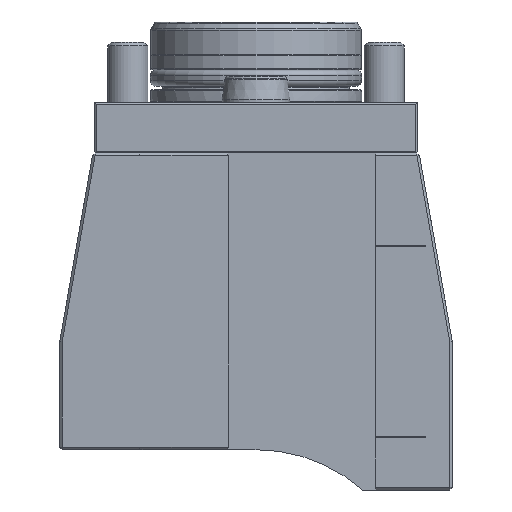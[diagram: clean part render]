
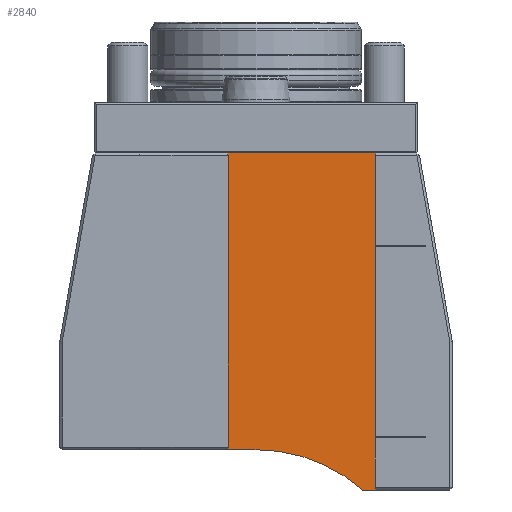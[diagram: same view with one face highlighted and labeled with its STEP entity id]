
A CAD part, left-side view. The second image highlights one B-rep face of the part: STEP entity #2840.
In plain terms, the highlighted planar face has unit normal (-1, 0, 0).
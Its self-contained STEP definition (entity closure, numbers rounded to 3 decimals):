
#88=CIRCLE('',#3070,32.);
#405=ORIENTED_EDGE('',*,*,#1030,.T.);
#406=ORIENTED_EDGE('',*,*,#1078,.F.);
#407=ORIENTED_EDGE('',*,*,#1090,.F.);
#408=ORIENTED_EDGE('',*,*,#1106,.F.);
#409=ORIENTED_EDGE('',*,*,#1107,.F.);
#410=ORIENTED_EDGE('',*,*,#1108,.F.);
#1030=EDGE_CURVE('',#1399,#1398,#1652,.T.);
#1078=EDGE_CURVE('',#1444,#1398,#1696,.T.);
#1090=EDGE_CURVE('',#1453,#1444,#1703,.T.);
#1106=EDGE_CURVE('',#1462,#1453,#88,.F.);
#1107=EDGE_CURVE('',#1463,#1462,#1719,.T.);
#1108=EDGE_CURVE('',#1399,#1463,#1720,.T.);
#1398=VERTEX_POINT('',#4308);
#1399=VERTEX_POINT('',#4310);
#1444=VERTEX_POINT('',#4418);
#1453=VERTEX_POINT('',#4456);
#1462=VERTEX_POINT('',#4487);
#1463=VERTEX_POINT('',#4489);
#1652=LINE('',#4309,#1921);
#1696=LINE('',#4419,#1965);
#1703=LINE('',#4457,#1972);
#1719=LINE('',#4488,#1988);
#1720=LINE('',#4490,#1989);
#1921=VECTOR('',#3453,1000.);
#1965=VECTOR('',#3505,1000.);
#1972=VECTOR('',#3516,1000.);
#1988=VECTOR('',#3544,1000.);
#1989=VECTOR('',#3545,1000.);
#2203=EDGE_LOOP('',(#405,#406,#407,#408,#409,#410));
#2466=FACE_BOUND('',#2203,.T.);
#2701=PLANE('',#3069);
#2840=ADVANCED_FACE('',(#2466),#2701,.T.);
#3069=AXIS2_PLACEMENT_3D('',#4485,#3540,#3541);
#3070=AXIS2_PLACEMENT_3D('',#4486,#3542,#3543);
#3453=DIRECTION('',(0.,1.,0.));
#3505=DIRECTION('',(0.,0.,1.));
#3516=DIRECTION('',(0.,1.,0.));
#3540=DIRECTION('',(-1.,0.,0.));
#3541=DIRECTION('',(0.,-1.,0.));
#3542=DIRECTION('',(1.,0.,0.));
#3543=DIRECTION('',(0.,0.,1.));
#3544=DIRECTION('',(0.,1.,0.));
#3545=DIRECTION('',(0.,0.,-1.));
#4308=CARTESIAN_POINT('',(-65.,6.84,-10.));
#4309=CARTESIAN_POINT('',(-65.,-25.,-10.));
#4310=CARTESIAN_POINT('',(-65.,-23.915,-10.));
#4418=CARTESIAN_POINT('',(-65.,6.84,-69.));
#4419=CARTESIAN_POINT('',(-65.,6.84,-69.));
#4456=CARTESIAN_POINT('',(-65.,0.,-69.));
#4457=CARTESIAN_POINT('',(-65.,39.,-69.));
#4485=CARTESIAN_POINT('',(-65.,-18.485,-65.5));
#4486=CARTESIAN_POINT('',(-65.,0.,-101.));
#4487=CARTESIAN_POINT('',(-65.,-21.166,-77.));
#4488=CARTESIAN_POINT('',(-65.,-21.166,-77.));
#4489=CARTESIAN_POINT('',(-65.,-23.915,-77.));
#4490=CARTESIAN_POINT('',(-65.,-23.915,-146.));
